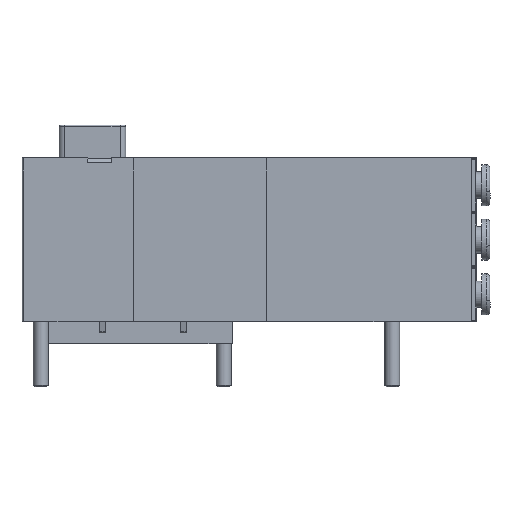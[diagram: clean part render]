
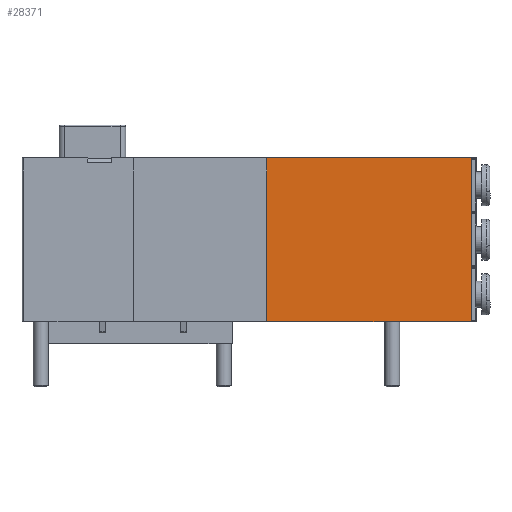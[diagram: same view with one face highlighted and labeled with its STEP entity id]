
A CAD part, front view. The second image highlights one B-rep face of the part: STEP entity #28371.
In plain terms, the highlighted planar face has unit normal (0, -1, 0).
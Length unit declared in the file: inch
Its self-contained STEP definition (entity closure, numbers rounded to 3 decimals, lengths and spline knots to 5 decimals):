
#332 = VECTOR ( 'NONE', #10016, 39.37008 ) ;
#366 = CARTESIAN_POINT ( 'NONE',  ( 4.73622, 0., 1.72441 ) ) ;
#1194 = ORIENTED_EDGE ( 'NONE', *, *, #30234, .F. ) ;
#4300 = CARTESIAN_POINT ( 'NONE',  ( 2.57874, 0., 0. ) ) ;
#5480 = EDGE_CURVE ( 'NONE', #37315, #29706, #38144, .T. ) ;
#5610 = VERTEX_POINT ( 'NONE', #366 ) ;
#6690 = CARTESIAN_POINT ( 'NONE',  ( 2.57874, 0., 1.72441 ) ) ;
#7172 = PLANE ( 'NONE',  #10039 ) ;
#7453 = ORIENTED_EDGE ( 'NONE', *, *, #34721, .F. ) ;
#10016 = DIRECTION ( 'NONE',  ( 1., 0., 0. ) ) ;
#10039 = AXIS2_PLACEMENT_3D ( 'NONE', #28238, #24840, #38651 ) ;
#12991 = CARTESIAN_POINT ( 'NONE',  ( 4.73622, 0., 1.72441 ) ) ;
#13949 = DIRECTION ( 'NONE',  ( 0., 0., -1. ) ) ;
#16614 = LINE ( 'NONE', #12991, #27522 ) ;
#20501 = CARTESIAN_POINT ( 'NONE',  ( 4.73622, 0., 0. ) ) ;
#21129 = VECTOR ( 'NONE', #34884, 39.37008 ) ;
#21232 = FACE_OUTER_BOUND ( 'NONE', #29552, .T. ) ;
#21979 = VECTOR ( 'NONE', #13949, 39.37008 ) ;
#24273 = LINE ( 'NONE', #27443, #332 ) ;
#24393 = EDGE_CURVE ( 'NONE', #29706, #28601, #24924, .T. ) ;
#24840 = DIRECTION ( 'NONE',  ( 0., 1., 0. ) ) ;
#24924 = LINE ( 'NONE', #35312, #21129 ) ;
#27443 = CARTESIAN_POINT ( 'NONE',  ( 2.57874, 0., 1.72441 ) ) ;
#27522 = VECTOR ( 'NONE', #40153, 39.37008 ) ;
#28238 = CARTESIAN_POINT ( 'NONE',  ( 2.57874, 0., 1.72441 ) ) ;
#28371 = ADVANCED_FACE ( 'NONE', ( #21232 ), #7172, .F. ) ;
#28601 = VERTEX_POINT ( 'NONE', #20501 ) ;
#29552 = EDGE_LOOP ( 'NONE', ( #33281, #1194, #7453, #43457 ) ) ;
#29706 = VERTEX_POINT ( 'NONE', #4300 ) ;
#30234 = EDGE_CURVE ( 'NONE', #5610, #28601, #16614, .T. ) ;
#33281 = ORIENTED_EDGE ( 'NONE', *, *, #24393, .T. ) ;
#34721 = EDGE_CURVE ( 'NONE', #37315, #5610, #24273, .T. ) ;
#34884 = DIRECTION ( 'NONE',  ( 1., 0., 0. ) ) ;
#35312 = CARTESIAN_POINT ( 'NONE',  ( 2.57874, 0., 0. ) ) ;
#37315 = VERTEX_POINT ( 'NONE', #42323 ) ;
#38144 = LINE ( 'NONE', #6690, #21979 ) ;
#38651 = DIRECTION ( 'NONE',  ( 0., 0., 1. ) ) ;
#40153 = DIRECTION ( 'NONE',  ( 0., 0., -1. ) ) ;
#42323 = CARTESIAN_POINT ( 'NONE',  ( 2.57874, 0., 1.72441 ) ) ;
#43457 = ORIENTED_EDGE ( 'NONE', *, *, #5480, .T. ) ;
